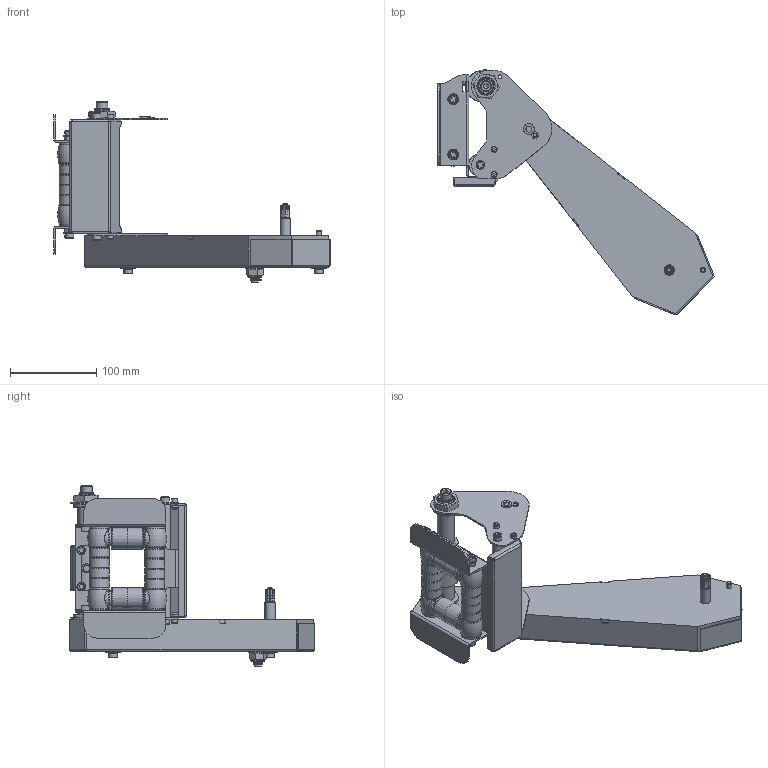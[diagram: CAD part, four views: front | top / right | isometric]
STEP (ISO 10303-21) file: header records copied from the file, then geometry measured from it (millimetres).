
FILE_DESCRIPTION(/* description */ ('Unknown'),/* implementation_level */ '2;1');
FILE_NAME(/* name */ '77-44312',/* time_stamp */ '2020-03-12T08:32:21+01:00',/* author */ ('Unknown'),/* organization */ ('Unknown'),/* preprocessor_version */ 'ST-DEVELOPER v16.7',/* originating_system */ 'DEX',/* authorisation */ $);
FILE_SCHEMA (('AUTOMOTIVE_DESIGN {1 0 10303 214 3 1 1}'));
Length unit declared in the file: millimetre
Products named in the file (1): 77-44312
Bounding box: 319.34 x 284.12 x 208.9 mm (x, y, z)
Volume: 1237684.6 mm3; surface area: 220137.3 mm2
Topology: 1 solids, 23 shells, 1215 faces, 3100 edges, 1993 vertices
Faces by surface type: plane 561, cylinder 323, cone 125, torus 100, bspline 88, sphere 18
Full cylindrical faces by diameter (mm): 1.2 x4, 3.3 x4, 4 x5, 4.134 x1, 4.2 x7, 4.917 x2, 5 x2, 6 x16, 6.1 x6, 6.2 x5, 6.3 x2, 6.4 x4, 7 x5, 7.6 x1, 8 x7, 8.1 x4, 8.5 x1, 10 x14, 10.5 x1, 12 x2, 12.2 x1, 12.4 x1, 12.5 x4, 13 x2, 13.2 x1, 15 x1, 16 x2, 17 x1, 18 x2, 20 x5
Entity records: 46463 total; most frequent: CARTESIAN_POINT 11402, DIRECTION 5308, ORIENTED_EDGE 5206, EDGE_CURVE 2603, AXIS2_PLACEMENT_3D 2080, VERTEX_POINT 1815, FACE_BOUND 1672, EDGE_LOOP 1666
